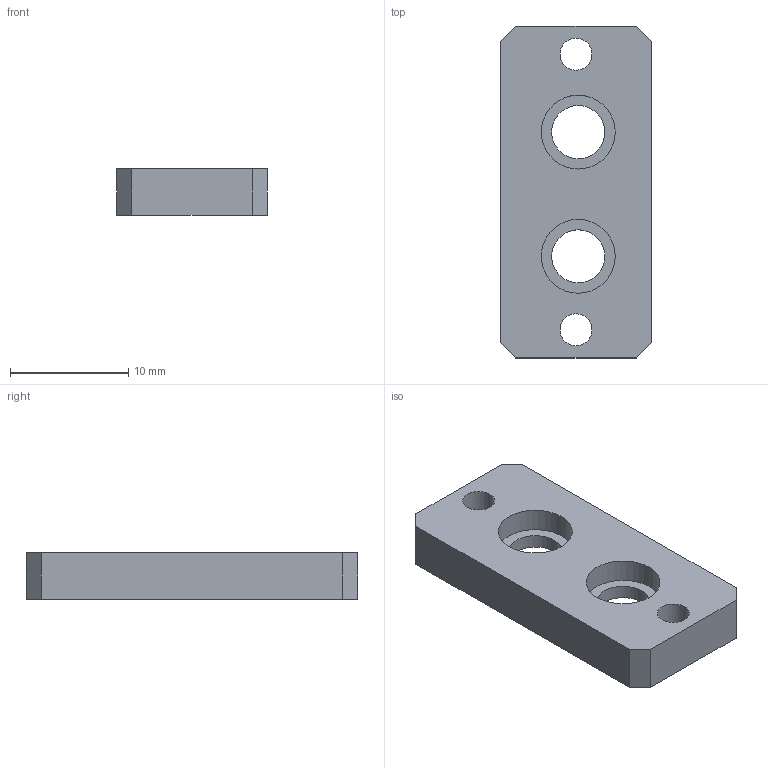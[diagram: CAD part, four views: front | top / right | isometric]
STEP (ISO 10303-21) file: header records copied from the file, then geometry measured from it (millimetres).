
FILE_DESCRIPTION(/* description */ (''),/* implementation_level */ '2;1');
FILE_NAME(/* name */ 'HOOK Indicator Mount Plate-2mm-led v1.step',/* time_stamp */ '2021-03-21T05:33:38+10:00',/* author */ (''),/* organization */ (''),/* preprocessor_version */ 'ST-DEVELOPER v18.1',/* originating_system */ 'Autodesk Translation Framework v9.10.0.1330',/* authorisation */ '');
FILE_SCHEMA (('AUTOMOTIVE_DESIGN { 1 0 10303 214 3 1 1 }'));
Length unit declared in the file: inch
Products named in the file (1): HOOK Indicator Mount Plate-2mm-led
Bounding box: 12.76 x 28.07 x 3.94 mm (x, y, z)
Volume: 1027.8 mm3; surface area: 1150.5 mm2
Topology: 1 solids, 1 shells, 29 faces, 70 edges, 46 vertices
Faces by surface type: plane 17, cylinder 10, cone 2
Full cylindrical faces by diameter (mm): 2.705 x2, 4.496 x2, 6.25 x2
Entity records: 908 total; most frequent: DIRECTION 152, CARTESIAN_POINT 146, ORIENTED_EDGE 140, EDGE_CURVE 70, AXIS2_PLACEMENT_3D 52, LINE 48, VECTOR 48, VERTEX_POINT 46
